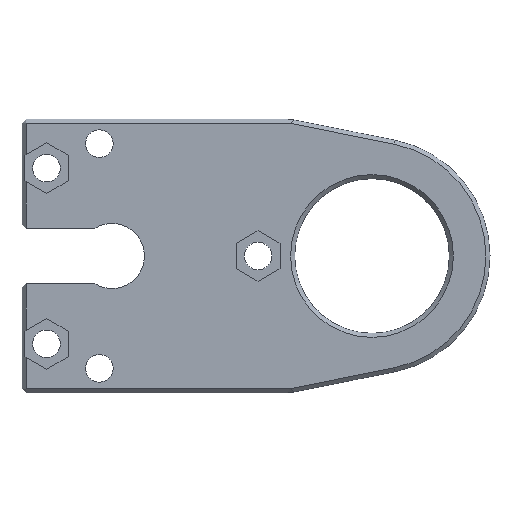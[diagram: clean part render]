
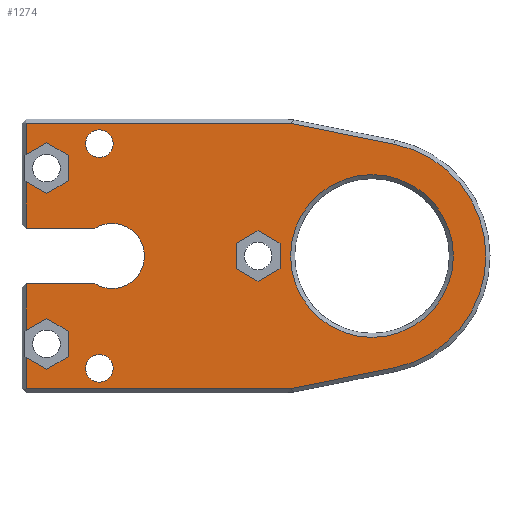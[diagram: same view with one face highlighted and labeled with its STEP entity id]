
A CAD part, front view. The second image highlights one B-rep face of the part: STEP entity #1274.
In plain terms, the highlighted planar face has unit normal (0, -1, 0).
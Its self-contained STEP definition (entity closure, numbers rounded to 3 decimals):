
#17=FACE_BOUND('',#181,.T.);
#18=FACE_BOUND('',#182,.T.);
#19=FACE_BOUND('',#183,.T.);
#20=FACE_BOUND('',#184,.T.);
#30=PLANE('',#1376);
#101=FACE_OUTER_BOUND('',#180,.T.);
#180=EDGE_LOOP('',(#904,#905,#906,#907,#908,#909,#910,#911,#912,#913,#914,
#915,#916,#917,#918,#919,#920,#921,#922,#923,#924,#925));
#181=EDGE_LOOP('',(#926,#927,#928,#929,#930,#931));
#182=EDGE_LOOP('',(#932));
#183=EDGE_LOOP('',(#933));
#184=EDGE_LOOP('',(#934));
#272=LINE('',#1857,#427);
#273=LINE('',#1859,#428);
#274=LINE('',#1861,#429);
#275=LINE('',#1863,#430);
#276=LINE('',#1865,#431);
#277=LINE('',#1867,#432);
#278=LINE('',#1869,#433);
#279=LINE('',#1871,#434);
#280=LINE('',#1873,#435);
#281=LINE('',#1877,#436);
#282=LINE('',#1879,#437);
#283=LINE('',#1881,#438);
#284=LINE('',#1883,#439);
#285=LINE('',#1885,#440);
#286=LINE('',#1887,#441);
#287=LINE('',#1889,#442);
#288=LINE('',#1891,#443);
#289=LINE('',#1893,#444);
#290=LINE('',#1895,#445);
#291=LINE('',#1898,#446);
#292=LINE('',#1901,#447);
#293=LINE('',#1903,#448);
#294=LINE('',#1905,#449);
#295=LINE('',#1907,#450);
#296=LINE('',#1909,#451);
#297=LINE('',#1910,#452);
#427=VECTOR('',#1492,10.);
#428=VECTOR('',#1493,10.);
#429=VECTOR('',#1494,10.);
#430=VECTOR('',#1495,10.);
#431=VECTOR('',#1496,10.);
#432=VECTOR('',#1497,10.);
#433=VECTOR('',#1498,10.);
#434=VECTOR('',#1499,10.);
#435=VECTOR('',#1500,10.);
#436=VECTOR('',#1503,10.);
#437=VECTOR('',#1504,10.);
#438=VECTOR('',#1505,10.);
#439=VECTOR('',#1506,10.);
#440=VECTOR('',#1507,10.);
#441=VECTOR('',#1508,10.);
#442=VECTOR('',#1509,10.);
#443=VECTOR('',#1510,10.);
#444=VECTOR('',#1511,10.);
#445=VECTOR('',#1512,10.);
#446=VECTOR('',#1515,10.);
#447=VECTOR('',#1516,10.);
#448=VECTOR('',#1517,10.);
#449=VECTOR('',#1518,10.);
#450=VECTOR('',#1519,10.);
#451=VECTOR('',#1520,10.);
#452=VECTOR('',#1521,10.);
#580=CIRCLE('',#1372,10.);
#583=CIRCLE('',#1377,14.);
#584=CIRCLE('',#1378,4.);
#585=CIRCLE('',#1379,1.7);
#586=CIRCLE('',#1380,1.7);
#606=VERTEX_POINT('',#1845);
#609=VERTEX_POINT('',#1855);
#610=VERTEX_POINT('',#1856);
#611=VERTEX_POINT('',#1858);
#612=VERTEX_POINT('',#1860);
#613=VERTEX_POINT('',#1862);
#614=VERTEX_POINT('',#1864);
#615=VERTEX_POINT('',#1866);
#616=VERTEX_POINT('',#1868);
#617=VERTEX_POINT('',#1870);
#618=VERTEX_POINT('',#1872);
#619=VERTEX_POINT('',#1874);
#620=VERTEX_POINT('',#1876);
#621=VERTEX_POINT('',#1878);
#622=VERTEX_POINT('',#1880);
#623=VERTEX_POINT('',#1882);
#624=VERTEX_POINT('',#1884);
#625=VERTEX_POINT('',#1886);
#626=VERTEX_POINT('',#1888);
#627=VERTEX_POINT('',#1890);
#628=VERTEX_POINT('',#1892);
#629=VERTEX_POINT('',#1894);
#630=VERTEX_POINT('',#1896);
#631=VERTEX_POINT('',#1899);
#632=VERTEX_POINT('',#1900);
#633=VERTEX_POINT('',#1902);
#634=VERTEX_POINT('',#1904);
#635=VERTEX_POINT('',#1906);
#636=VERTEX_POINT('',#1908);
#637=VERTEX_POINT('',#1911);
#638=VERTEX_POINT('',#1913);
#713=EDGE_CURVE('',#606,#606,#580,.T.);
#718=EDGE_CURVE('',#609,#610,#272,.T.);
#719=EDGE_CURVE('',#609,#611,#273,.T.);
#720=EDGE_CURVE('',#611,#612,#274,.T.);
#721=EDGE_CURVE('',#612,#613,#275,.T.);
#722=EDGE_CURVE('',#613,#614,#276,.T.);
#723=EDGE_CURVE('',#614,#615,#277,.T.);
#724=EDGE_CURVE('',#616,#615,#278,.T.);
#725=EDGE_CURVE('',#617,#616,#279,.T.);
#726=EDGE_CURVE('',#618,#617,#280,.T.);
#727=EDGE_CURVE('',#619,#618,#583,.T.);
#728=EDGE_CURVE('',#620,#619,#281,.T.);
#729=EDGE_CURVE('',#621,#620,#282,.T.);
#730=EDGE_CURVE('',#622,#621,#283,.T.);
#731=EDGE_CURVE('',#622,#623,#284,.T.);
#732=EDGE_CURVE('',#623,#624,#285,.T.);
#733=EDGE_CURVE('',#624,#625,#286,.T.);
#734=EDGE_CURVE('',#625,#626,#287,.T.);
#735=EDGE_CURVE('',#626,#627,#288,.T.);
#736=EDGE_CURVE('',#628,#627,#289,.T.);
#737=EDGE_CURVE('',#628,#629,#290,.T.);
#738=EDGE_CURVE('',#629,#630,#584,.T.);
#739=EDGE_CURVE('',#630,#610,#291,.T.);
#740=EDGE_CURVE('',#631,#632,#292,.T.);
#741=EDGE_CURVE('',#632,#633,#293,.T.);
#742=EDGE_CURVE('',#633,#634,#294,.T.);
#743=EDGE_CURVE('',#634,#635,#295,.T.);
#744=EDGE_CURVE('',#635,#636,#296,.T.);
#745=EDGE_CURVE('',#636,#631,#297,.T.);
#746=EDGE_CURVE('',#637,#637,#585,.T.);
#747=EDGE_CURVE('',#638,#638,#586,.T.);
#904=ORIENTED_EDGE('',*,*,#718,.F.);
#905=ORIENTED_EDGE('',*,*,#719,.T.);
#906=ORIENTED_EDGE('',*,*,#720,.T.);
#907=ORIENTED_EDGE('',*,*,#721,.T.);
#908=ORIENTED_EDGE('',*,*,#722,.T.);
#909=ORIENTED_EDGE('',*,*,#723,.T.);
#910=ORIENTED_EDGE('',*,*,#724,.F.);
#911=ORIENTED_EDGE('',*,*,#725,.F.);
#912=ORIENTED_EDGE('',*,*,#726,.F.);
#913=ORIENTED_EDGE('',*,*,#727,.F.);
#914=ORIENTED_EDGE('',*,*,#728,.F.);
#915=ORIENTED_EDGE('',*,*,#729,.F.);
#916=ORIENTED_EDGE('',*,*,#730,.F.);
#917=ORIENTED_EDGE('',*,*,#731,.T.);
#918=ORIENTED_EDGE('',*,*,#732,.T.);
#919=ORIENTED_EDGE('',*,*,#733,.T.);
#920=ORIENTED_EDGE('',*,*,#734,.T.);
#921=ORIENTED_EDGE('',*,*,#735,.T.);
#922=ORIENTED_EDGE('',*,*,#736,.F.);
#923=ORIENTED_EDGE('',*,*,#737,.T.);
#924=ORIENTED_EDGE('',*,*,#738,.T.);
#925=ORIENTED_EDGE('',*,*,#739,.T.);
#926=ORIENTED_EDGE('',*,*,#740,.T.);
#927=ORIENTED_EDGE('',*,*,#741,.T.);
#928=ORIENTED_EDGE('',*,*,#742,.T.);
#929=ORIENTED_EDGE('',*,*,#743,.T.);
#930=ORIENTED_EDGE('',*,*,#744,.T.);
#931=ORIENTED_EDGE('',*,*,#745,.T.);
#932=ORIENTED_EDGE('',*,*,#746,.T.);
#933=ORIENTED_EDGE('',*,*,#747,.T.);
#934=ORIENTED_EDGE('',*,*,#713,.F.);
#1274=ADVANCED_FACE('',(#101,#17,#18,#19,#20),#30,.F.);
#1372=AXIS2_PLACEMENT_3D('',#1846,#1480,#1481);
#1376=AXIS2_PLACEMENT_3D('',#1854,#1490,#1491);
#1377=AXIS2_PLACEMENT_3D('',#1875,#1501,#1502);
#1378=AXIS2_PLACEMENT_3D('',#1897,#1513,#1514);
#1379=AXIS2_PLACEMENT_3D('',#1912,#1522,#1523);
#1380=AXIS2_PLACEMENT_3D('',#1914,#1524,#1525);
#1480=DIRECTION('center_axis',(0.,-1.,0.));
#1481=DIRECTION('ref_axis',(-1.,0.,0.));
#1490=DIRECTION('center_axis',(0.,1.,0.));
#1491=DIRECTION('ref_axis',(0.,0.,1.));
#1492=DIRECTION('',(0.,0.,1.));
#1493=DIRECTION('',(0.866,0.,0.5));
#1494=DIRECTION('',(0.866,0.,-0.5));
#1495=DIRECTION('',(0.,0.,-1.));
#1496=DIRECTION('',(-0.866,0.,-0.5));
#1497=DIRECTION('',(-0.866,0.,0.5));
#1498=DIRECTION('',(0.,0.,1.));
#1499=DIRECTION('',(-1.,0.,0.));
#1500=DIRECTION('',(-0.98,0.,-0.197));
#1501=DIRECTION('center_axis',(0.,1.,0.));
#1502=DIRECTION('ref_axis',(0.197,0.,-0.98));
#1503=DIRECTION('',(0.98,0.,-0.197));
#1504=DIRECTION('',(1.,0.,0.));
#1505=DIRECTION('',(0.,0.,1.));
#1506=DIRECTION('',(0.866,0.,0.5));
#1507=DIRECTION('',(0.866,0.,-0.5));
#1508=DIRECTION('',(0.,0.,-1.));
#1509=DIRECTION('',(-0.866,0.,-0.5));
#1510=DIRECTION('',(-0.866,0.,0.5));
#1511=DIRECTION('',(0.,0.,1.));
#1512=DIRECTION('',(1.,0.,0.));
#1513=DIRECTION('center_axis',(0.,1.,0.));
#1514=DIRECTION('ref_axis',(-1.,0.,0.));
#1515=DIRECTION('',(-1.,0.,0.));
#1516=DIRECTION('',(0.866,0.,0.5));
#1517=DIRECTION('',(0.866,0.,-0.5));
#1518=DIRECTION('',(0.,0.,-1.));
#1519=DIRECTION('',(-0.866,0.,-0.5));
#1520=DIRECTION('',(-0.866,0.,0.5));
#1521=DIRECTION('',(0.,0.,1.));
#1522=DIRECTION('center_axis',(0.,1.,0.));
#1523=DIRECTION('ref_axis',(-1.,0.,0.));
#1524=DIRECTION('center_axis',(0.,1.,0.));
#1525=DIRECTION('ref_axis',(-1.,0.,0.));
#1845=CARTESIAN_POINT('',(53.,0.,-16.8));
#1846=CARTESIAN_POINT('Origin',(43.,0.,-16.8));
#1854=CARTESIAN_POINT('Origin',(16.5,0.,-16.8));
#1855=CARTESIAN_POINT('',(0.5,0.,-25.926));
#1856=CARTESIAN_POINT('',(0.5,0.,-20.2));
#1857=CARTESIAN_POINT('',(0.5,0.,-25.2));
#1858=CARTESIAN_POINT('',(3.,0.,-24.482));
#1859=CARTESIAN_POINT('',(8.376,0.,-21.379));
#1860=CARTESIAN_POINT('',(5.7,0.,-26.041));
#1861=CARTESIAN_POINT('',(6.399,0.,-26.445));
#1862=CARTESIAN_POINT('',(5.7,0.,-29.159));
#1863=CARTESIAN_POINT('',(5.7,0.,-21.421));
#1864=CARTESIAN_POINT('',(3.,0.,-30.718));
#1865=CARTESIAN_POINT('',(12.426,0.,-25.276));
#1866=CARTESIAN_POINT('',(0.5,0.,-29.274));
#1867=CARTESIAN_POINT('',(5.049,0.,-31.901));
#1868=CARTESIAN_POINT('',(0.5,0.,-33.1));
#1869=CARTESIAN_POINT('',(0.5,0.,-25.2));
#1870=CARTESIAN_POINT('',(32.95,0.,-33.1));
#1871=CARTESIAN_POINT('',(24.75,0.,-33.1));
#1872=CARTESIAN_POINT('',(45.759,0.,-30.525));
#1873=CARTESIAN_POINT('',(33.023,0.,-33.085));
#1874=CARTESIAN_POINT('',(45.759,0.,-3.075));
#1875=CARTESIAN_POINT('Origin',(43.,0.,-16.8));
#1876=CARTESIAN_POINT('',(32.95,0.,-0.5));
#1877=CARTESIAN_POINT('',(26.595,0.,0.777));
#1878=CARTESIAN_POINT('',(0.5,0.,-0.5));
#1879=CARTESIAN_POINT('',(8.25,0.,-0.5));
#1880=CARTESIAN_POINT('',(0.5,0.,-4.326));
#1881=CARTESIAN_POINT('',(0.5,0.,-25.2));
#1882=CARTESIAN_POINT('',(3.,0.,-2.882));
#1883=CARTESIAN_POINT('',(3.699,0.,-2.479));
#1884=CARTESIAN_POINT('',(5.7,0.,-4.441));
#1885=CARTESIAN_POINT('',(11.076,0.,-7.545));
#1886=CARTESIAN_POINT('',(5.7,0.,-7.559));
#1887=CARTESIAN_POINT('',(5.7,0.,-10.621));
#1888=CARTESIAN_POINT('',(3.,0.,-9.118));
#1889=CARTESIAN_POINT('',(7.749,0.,-6.376));
#1890=CARTESIAN_POINT('',(0.5,0.,-7.674));
#1891=CARTESIAN_POINT('',(9.726,0.,-13.001));
#1892=CARTESIAN_POINT('',(0.5,0.,-13.4));
#1893=CARTESIAN_POINT('',(0.5,0.,-25.2));
#1894=CARTESIAN_POINT('',(8.942,0.,-13.4));
#1895=CARTESIAN_POINT('',(8.25,0.,-13.4));
#1896=CARTESIAN_POINT('',(8.942,0.,-20.2));
#1897=CARTESIAN_POINT('Origin',(11.049,0.,-16.8));
#1898=CARTESIAN_POINT('',(13.775,0.,-20.2));
#1899=CARTESIAN_POINT('',(26.3,0.,-15.241));
#1900=CARTESIAN_POINT('',(29.,0.,-13.682));
#1901=CARTESIAN_POINT('',(22.288,0.,-17.558));
#1902=CARTESIAN_POINT('',(31.7,0.,-15.241));
#1903=CARTESIAN_POINT('',(24.988,0.,-11.366));
#1904=CARTESIAN_POINT('',(31.7,0.,-18.359));
#1905=CARTESIAN_POINT('',(31.7,0.,-16.021));
#1906=CARTESIAN_POINT('',(29.,0.,-19.918));
#1907=CARTESIAN_POINT('',(26.338,0.,-21.455));
#1908=CARTESIAN_POINT('',(26.3,0.,-18.359));
#1909=CARTESIAN_POINT('',(23.638,0.,-16.822));
#1910=CARTESIAN_POINT('',(26.3,0.,-17.579));
#1911=CARTESIAN_POINT('',(11.2,0.,-30.6));
#1912=CARTESIAN_POINT('Origin',(9.5,0.,-30.6));
#1913=CARTESIAN_POINT('',(11.2,0.,-3.));
#1914=CARTESIAN_POINT('Origin',(9.5,0.,-3.));
